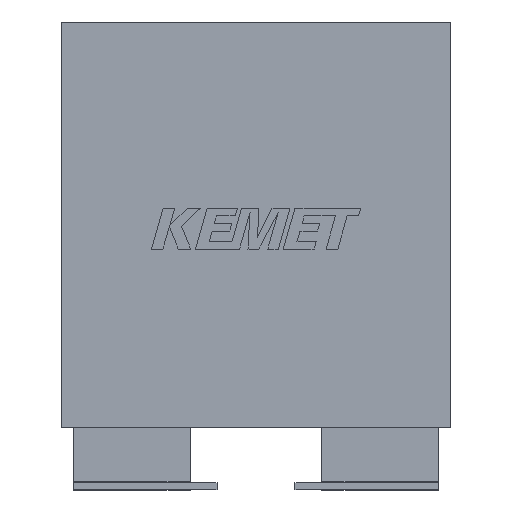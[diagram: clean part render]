
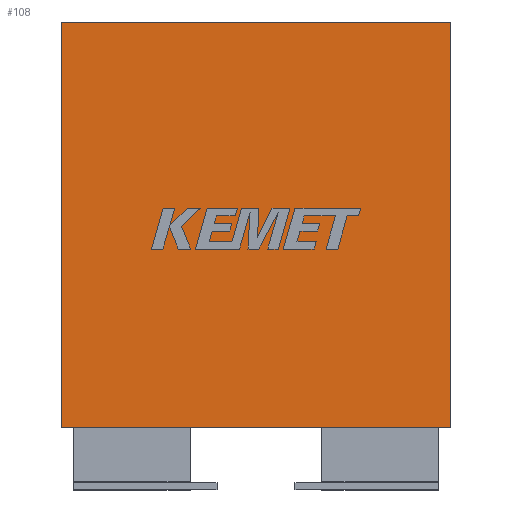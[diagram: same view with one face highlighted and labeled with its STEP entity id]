
A CAD part, top view. The second image highlights one B-rep face of the part: STEP entity #108.
In plain terms, the highlighted planar face has unit normal (0, 0, 1).
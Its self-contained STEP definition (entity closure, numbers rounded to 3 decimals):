
#11 = VECTOR ( 'NONE', #2795, 1000. ) ;
#38 = DIRECTION ( 'NONE',  ( -1., 0., 0. ) ) ;
#108 = ADVANCED_FACE ( 'NONE', ( #2443 ), #671, .F. ) ;
#158 = VERTEX_POINT ( 'NONE', #2806 ) ;
#172 = CARTESIAN_POINT ( 'NONE',  ( 0., 0., 30.4 ) ) ;
#203 = EDGE_CURVE ( 'NONE', #158, #2235, #1085, .T. ) ;
#234 = EDGE_CURVE ( 'NONE', #2235, #873, #571, .T. ) ;
#571 = LINE ( 'NONE', #172, #3344 ) ;
#671 = PLANE ( 'NONE',  #2219 ) ;
#873 = VERTEX_POINT ( 'NONE', #2827 ) ;
#928 = CARTESIAN_POINT ( 'NONE',  ( 0., 0., 30.4 ) ) ;
#976 = CARTESIAN_POINT ( 'NONE',  ( 43.5, 0., 30.4 ) ) ;
#1005 = ORIENTED_EDGE ( 'NONE', *, *, #1647, .T. ) ;
#1085 = LINE ( 'NONE', #928, #11 ) ;
#1181 = VECTOR ( 'NONE', #1843, 1000. ) ;
#1362 = CARTESIAN_POINT ( 'NONE',  ( 0., 45.2, 30.4 ) ) ;
#1489 = DIRECTION ( 'NONE',  ( 0., 0., -1. ) ) ;
#1647 = EDGE_CURVE ( 'NONE', #2102, #158, #3310, .T. ) ;
#1722 = DIRECTION ( 'NONE',  ( -1., 0., 0. ) ) ;
#1806 = ORIENTED_EDGE ( 'NONE', *, *, #234, .T. ) ;
#1838 = LINE ( 'NONE', #976, #1181 ) ;
#1843 = DIRECTION ( 'NONE',  ( 0., 1., 0. ) ) ;
#1873 = EDGE_CURVE ( 'NONE', #873, #2102, #1838, .T. ) ;
#1966 = CARTESIAN_POINT ( 'NONE',  ( 0., 0., 30.4 ) ) ;
#1977 = VECTOR ( 'NONE', #38, 1000. ) ;
#2102 = VERTEX_POINT ( 'NONE', #2980 ) ;
#2122 = EDGE_LOOP ( 'NONE', ( #2144, #1806, #2698, #1005 ) ) ;
#2144 = ORIENTED_EDGE ( 'NONE', *, *, #203, .T. ) ;
#2219 = AXIS2_PLACEMENT_3D ( 'NONE', #2226, #1489, #1722 ) ;
#2226 = CARTESIAN_POINT ( 'NONE',  ( 0., 0., 30.4 ) ) ;
#2235 = VERTEX_POINT ( 'NONE', #1966 ) ;
#2443 = FACE_OUTER_BOUND ( 'NONE', #2122, .T. ) ;
#2698 = ORIENTED_EDGE ( 'NONE', *, *, #1873, .T. ) ;
#2795 = DIRECTION ( 'NONE',  ( 0., -1., 0. ) ) ;
#2806 = CARTESIAN_POINT ( 'NONE',  ( 0., 45.2, 30.4 ) ) ;
#2827 = CARTESIAN_POINT ( 'NONE',  ( 43.5, 0., 30.4 ) ) ;
#2980 = CARTESIAN_POINT ( 'NONE',  ( 43.5, 45.2, 30.4 ) ) ;
#3310 = LINE ( 'NONE', #1362, #1977 ) ;
#3344 = VECTOR ( 'NONE', #3399, 1000. ) ;
#3399 = DIRECTION ( 'NONE',  ( 1., 0., 0. ) ) ;
